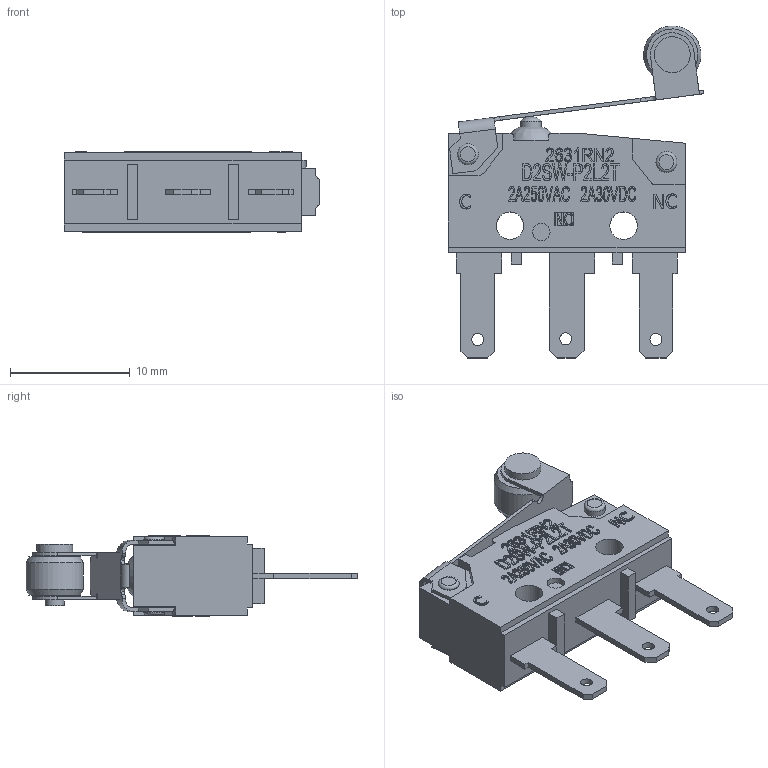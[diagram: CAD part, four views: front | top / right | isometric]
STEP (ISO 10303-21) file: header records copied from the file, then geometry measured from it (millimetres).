
FILE_DESCRIPTION((''),'2;1');
FILE_NAME('Microswitch - Omron D2SW-P2L2T.stp','2012-06-05T13:15:17',('sdarley'),(''),'Autodesk Inventor 2013','Autodesk Inventor 2013','');
FILE_SCHEMA(('AUTOMOTIVE_DESIGN { 1 0 10303 214 1 1 1 1 }'));
Length unit declared in the file: millimetre
Products named in the file (8): Microswitch - Omron D2SW-P2L2T; Omron D2SW-P2L2T Microswitch Housing; Omron D2SW-P2L2T Microswitch Button; Omron D2SW-P2L2T Microswitch External Contact; Omron D2SW-P2L2T Microswitch Central Contact; Omron D2SW-P2L2T Microswitch Spring Lever; Omron D2SW-P2L2T Microswitch Roller Pin; Omron D2SW-P2L2T Microswitch Roller
Assembly tree (8 placements, depth 2):
  Microswitch - Omron D2SW-P2L2T
    Omron D2SW-P2L2T Microswitch Housing
    Omron D2SW-P2L2T Microswitch Button
    Omron D2SW-P2L2T Microswitch External Contact  x2
    Omron D2SW-P2L2T Microswitch Central Contact
    Omron D2SW-P2L2T Microswitch Spring Lever
    Omron D2SW-P2L2T Microswitch Roller Pin
    Omron D2SW-P2L2T Microswitch Roller
Bounding box: 21.33 x 27.75 x 6.75 mm (x, y, z)
Volume: 1316 mm3; surface area: 1560.6 mm2
Topology: 8 solids, 8 shells, 789 faces, 2111 edges, 1400 vertices
Faces by surface type: plane 423, bspline 299, cylinder 58, cone 4, torus 4, sphere 1
Full cylindrical faces by diameter (mm): 0.7 x1, 0.8 x4, 1 x3, 1.45 x1, 1.6 x1, 1.7 x2, 1.75 x6, 2.3 x2, 3 x1, 4.8 x1
Entity records: 25768 total; most frequent: CARTESIAN_POINT 8193, ORIENTED_EDGE 4096, DIRECTION 2531, EDGE_CURVE 2048, VERTEX_POINT 1377, VECTOR 1323, LINE 1323, EDGE_LOOP 886
